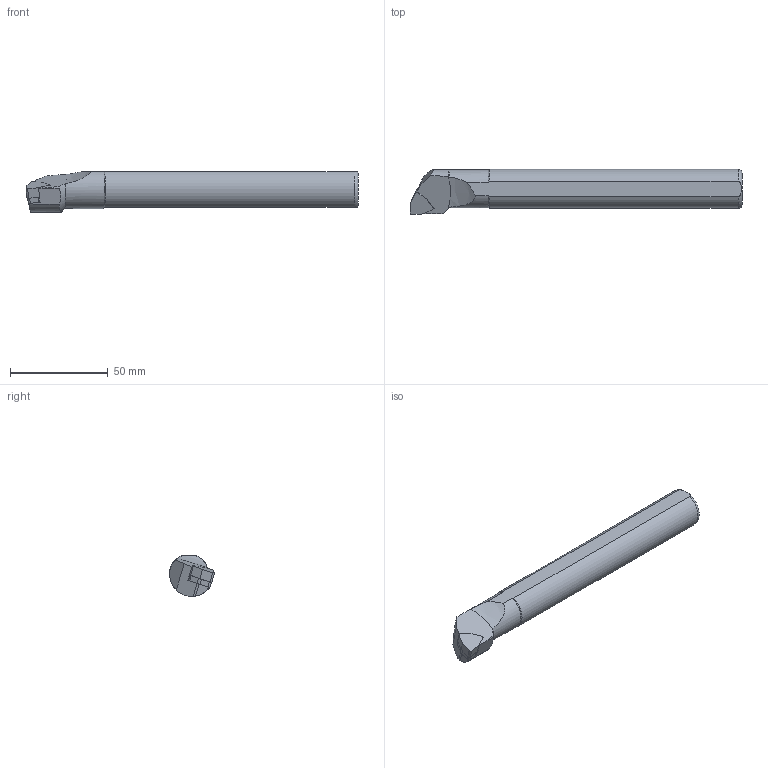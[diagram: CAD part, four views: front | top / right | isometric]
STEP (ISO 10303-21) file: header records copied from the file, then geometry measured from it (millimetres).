
FILE_DESCRIPTION(/* description */ (''),/* implementation_level */ '2;1');
FILE_NAME(/* name */ 'A20P-PWLNR-06.stp',/* time_stamp */ '2023-10-19T19:44:52+03:00',/* author */ (''),/* organization */ (''),/* preprocessor_version */ 'ST-DEVELOPER v19.4',/* originating_system */ 'SIEMENS PLM Software NX2306.3001',/* authorisation */ '');
FILE_SCHEMA (('AUTOMOTIVE_DESIGN { 1 0 10303 214 3 1 1 1 }'));
Length unit declared in the file: millimetre
Products named in the file (1): A20P-PWLNR-06
Bounding box: 170.05 x 23.12 x 20.88 mm (x, y, z)
Volume: 49866.3 mm3; surface area: 11313.8 mm2
Topology: 2 solids, 2 shells, 53 faces, 143 edges, 94 vertices
Faces by surface type: plane 30, cylinder 18, cone 3, torus 1, bspline 1
Entity records: 2567 total; most frequent: CARTESIAN_POINT 1222, ORIENTED_EDGE 282, DIRECTION 265, EDGE_CURVE 141, VERTEX_POINT 93, AXIS2_PLACEMENT_3D 93, LINE 79, VECTOR 79
